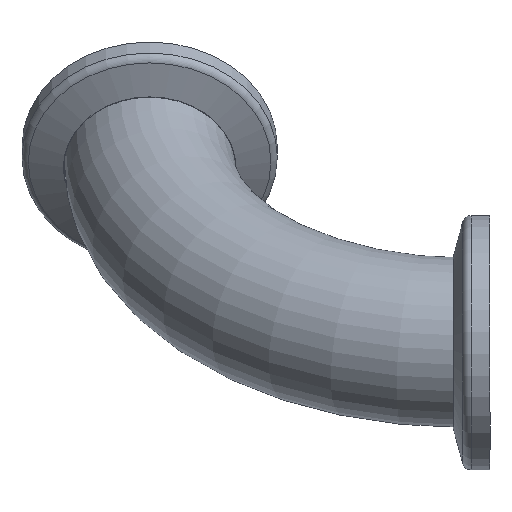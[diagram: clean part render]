
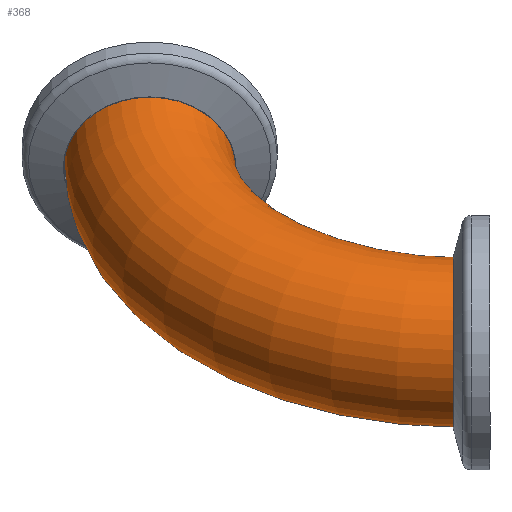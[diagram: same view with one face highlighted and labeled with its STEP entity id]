
A CAD part, isometric view. The second image highlights one B-rep face of the part: STEP entity #368.
In plain terms, the highlighted toroidal (fillet/blend) face has major radius 37 mm and minor radius 10 mm.
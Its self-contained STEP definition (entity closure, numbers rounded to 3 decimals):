
#2 = DIRECTION ( 'NONE',  ( -1., 0., 0. ) ) ;
#10 = CARTESIAN_POINT ( 'NONE',  ( 10.837, 26.163, 0. ) ) ;
#14 = ORIENTED_EDGE ( 'NONE', *, *, #54, .F. ) ;
#15 = DIRECTION ( 'NONE',  ( 0.707, -0.707, 0. ) ) ;
#17 = AXIS2_PLACEMENT_3D ( 'NONE', #438, #482, #46 ) ;
#46 = DIRECTION ( 'NONE',  ( 0.707, 0.707, 0. ) ) ;
#54 = EDGE_CURVE ( 'NONE', #292, #292, #183, .T. ) ;
#56 = TOROIDAL_SURFACE ( 'NONE', #190, 37., 10. ) ;
#132 = CARTESIAN_POINT ( 'NONE',  ( 37., 0., 0. ) ) ;
#138 = FACE_OUTER_BOUND ( 'NONE', #528, .T. ) ;
#183 = CIRCLE ( 'NONE', #398, 10. ) ;
#190 = AXIS2_PLACEMENT_3D ( 'NONE', #132, #536, #2 ) ;
#240 = CARTESIAN_POINT ( 'NONE',  ( 17.908, 19.092, 0. ) ) ;
#291 = VERTEX_POINT ( 'NONE', #550 ) ;
#292 = VERTEX_POINT ( 'NONE', #240 ) ;
#348 = FACE_OUTER_BOUND ( 'NONE', #507, .T. ) ;
#350 = EDGE_CURVE ( 'NONE', #291, #291, #513, .T. ) ;
#368 = ADVANCED_FACE ( 'NONE', ( #138, #348 ), #56, .T. ) ;
#398 = AXIS2_PLACEMENT_3D ( 'NONE', #10, #494, #15 ) ;
#438 = CARTESIAN_POINT ( 'NONE',  ( 10.837, -26.163, 0. ) ) ;
#482 = DIRECTION ( 'NONE',  ( -0.707, 0.707, 0. ) ) ;
#483 = ORIENTED_EDGE ( 'NONE', *, *, #350, .T. ) ;
#494 = DIRECTION ( 'NONE',  ( 0.707, 0.707, 0. ) ) ;
#507 = EDGE_LOOP ( 'NONE', ( #14 ) ) ;
#513 = CIRCLE ( 'NONE', #17, 10. ) ;
#528 = EDGE_LOOP ( 'NONE', ( #483 ) ) ;
#536 = DIRECTION ( 'NONE',  ( 0., 0., -1. ) ) ;
#550 = CARTESIAN_POINT ( 'NONE',  ( 17.908, -19.092, 0. ) ) ;
